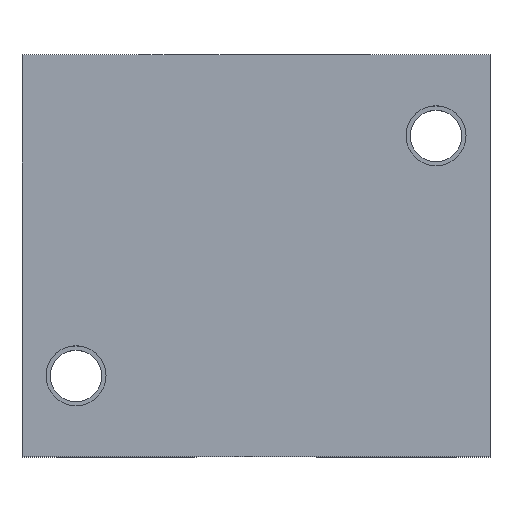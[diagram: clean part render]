
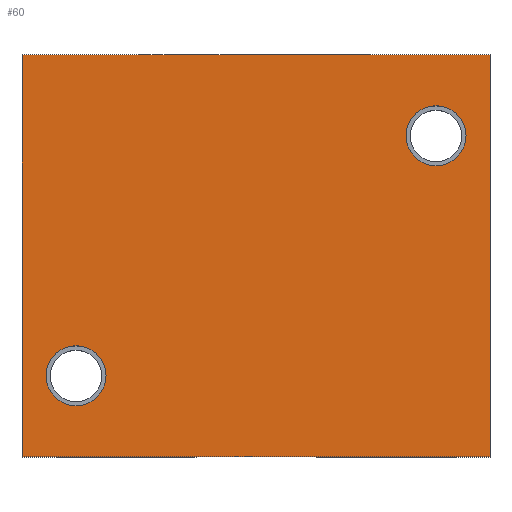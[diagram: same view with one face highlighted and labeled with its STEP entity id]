
A CAD part, top view. The second image highlights one B-rep face of the part: STEP entity #60.
In plain terms, the highlighted planar face has unit normal (0, 0, 1).
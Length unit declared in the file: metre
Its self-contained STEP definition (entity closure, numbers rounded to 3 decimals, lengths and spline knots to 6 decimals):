
#60 = ADVANCED_FACE( '', ( #145, #146, #147 ), #148, .T. );
#145 = FACE_BOUND( '', #266, .T. );
#146 = FACE_OUTER_BOUND( '', #267, .T. );
#147 = FACE_BOUND( '', #268, .T. );
#148 = PLANE( '', #269 );
#266 = EDGE_LOOP( '', ( #391 ) );
#267 = EDGE_LOOP( '', ( #392, #393, #394, #395 ) );
#268 = EDGE_LOOP( '', ( #396 ) );
#269 = AXIS2_PLACEMENT_3D( '', #397, #398, #399 );
#391 = ORIENTED_EDGE( '', *, *, #661, .T. );
#392 = ORIENTED_EDGE( '', *, *, #662, .F. );
#393 = ORIENTED_EDGE( '', *, *, #663, .F. );
#394 = ORIENTED_EDGE( '', *, *, #664, .T. );
#395 = ORIENTED_EDGE( '', *, *, #665, .T. );
#396 = ORIENTED_EDGE( '', *, *, #666, .T. );
#397 = CARTESIAN_POINT( '', ( -0.039, -0.0335, 0.03 ) );
#398 = DIRECTION( '', ( 0., 0., 1. ) );
#399 = DIRECTION( '', ( 1., 0., 0. ) );
#661 = EDGE_CURVE( '', #777, #777, #778, .T. );
#662 = EDGE_CURVE( '', #779, #780, #781, .T. );
#663 = EDGE_CURVE( '', #782, #779, #783, .T. );
#664 = EDGE_CURVE( '', #782, #784, #785, .T. );
#665 = EDGE_CURVE( '', #784, #780, #786, .T. );
#666 = EDGE_CURVE( '', #787, #787, #788, .T. );
#777 = VERTEX_POINT( '', #1045 );
#778 = CIRCLE( '', #1046, 0.005 );
#779 = VERTEX_POINT( '', #1047 );
#780 = VERTEX_POINT( '', #1048 );
#781 = LINE( '', #1049, #1050 );
#782 = VERTEX_POINT( '', #1051 );
#783 = LINE( '', #1052, #1053 );
#784 = VERTEX_POINT( '', #1054 );
#785 = LINE( '', #1055, #1056 );
#786 = LINE( '', #1057, #1058 );
#787 = VERTEX_POINT( '', #1059 );
#788 = CIRCLE( '', #1060, 0.005 );
#1045 = CARTESIAN_POINT( '', ( 0.03, 0.025, 0.03 ) );
#1046 = AXIS2_PLACEMENT_3D( '', #1242, #1243, #1244 );
#1047 = CARTESIAN_POINT( '', ( -0.039, 0.0335, 0.03 ) );
#1048 = CARTESIAN_POINT( '', ( 0.039, 0.0335, 0.03 ) );
#1049 = CARTESIAN_POINT( '', ( -0.039, 0.0335, 0.03 ) );
#1050 = VECTOR( '', #1245, 1. );
#1051 = CARTESIAN_POINT( '', ( -0.039, -0.0335, 0.03 ) );
#1052 = CARTESIAN_POINT( '', ( -0.039, -0.0335, 0.03 ) );
#1053 = VECTOR( '', #1246, 1. );
#1054 = CARTESIAN_POINT( '', ( 0.039, -0.0335, 0.03 ) );
#1055 = CARTESIAN_POINT( '', ( -0.039, -0.0335, 0.03 ) );
#1056 = VECTOR( '', #1247, 1. );
#1057 = CARTESIAN_POINT( '', ( 0.039, -0.0335, 0.03 ) );
#1058 = VECTOR( '', #1248, 1. );
#1059 = CARTESIAN_POINT( '', ( -0.03, -0.015, 0.03 ) );
#1060 = AXIS2_PLACEMENT_3D( '', #1249, #1250, #1251 );
#1242 = CARTESIAN_POINT( '', ( 0.03, 0.02, 0.03 ) );
#1243 = DIRECTION( '', ( 0., 0., -1. ) );
#1244 = DIRECTION( '', ( 0., 1., 0. ) );
#1245 = DIRECTION( '', ( 1., 0., 0. ) );
#1246 = DIRECTION( '', ( 0., 1., 0. ) );
#1247 = DIRECTION( '', ( 1., 0., 0. ) );
#1248 = DIRECTION( '', ( 0., 1., 0. ) );
#1249 = CARTESIAN_POINT( '', ( -0.03, -0.02, 0.03 ) );
#1250 = DIRECTION( '', ( 0., 0., -1. ) );
#1251 = DIRECTION( '', ( 0., 1., 0. ) );
